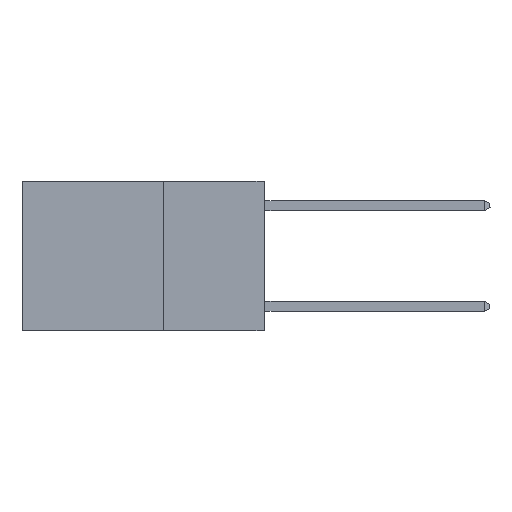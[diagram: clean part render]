
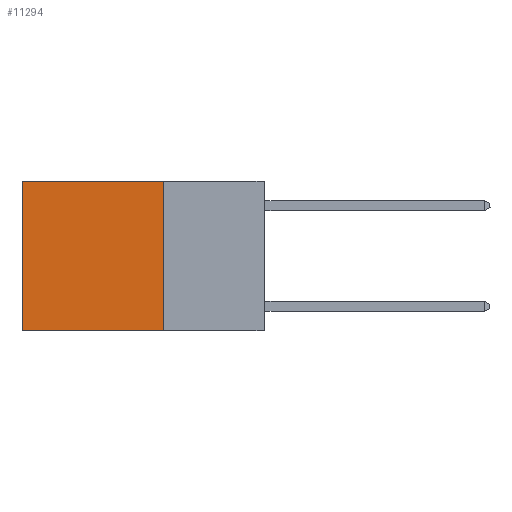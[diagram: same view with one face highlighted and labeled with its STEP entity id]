
A CAD part, left-side view. The second image highlights one B-rep face of the part: STEP entity #11294.
In plain terms, the highlighted planar face has unit normal (-1, 0, 0).
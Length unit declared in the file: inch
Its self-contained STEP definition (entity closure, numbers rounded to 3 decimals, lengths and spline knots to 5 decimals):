
#405 = EDGE_CURVE ( 'NONE', #12136, #1761, #13963, .T. ) ;
#728 = ORIENTED_EDGE ( 'NONE', *, *, #6378, .F. ) ;
#1260 = EDGE_CURVE ( 'NONE', #1761, #13234, #5958, .T. ) ;
#1345 = DIRECTION ( 'NONE',  ( 0., 0., -1. ) ) ;
#1427 = FACE_OUTER_BOUND ( 'NONE', #11587, .T. ) ;
#1643 = DIRECTION ( 'NONE',  ( 0., 1., 0. ) ) ;
#1761 = VERTEX_POINT ( 'NONE', #7624 ) ;
#4277 = LINE ( 'NONE', #9153, #6999 ) ;
#4310 = CARTESIAN_POINT ( 'NONE',  ( 0.2625, 0.25, -0.37 ) ) ;
#4323 = DIRECTION ( 'NONE',  ( 0., 0., -1. ) ) ;
#4903 = VECTOR ( 'NONE', #1643, 39.37008 ) ;
#5955 = CARTESIAN_POINT ( 'NONE',  ( 0.2625, 0.25, 0. ) ) ;
#5958 = LINE ( 'NONE', #14803, #13369 ) ;
#6294 = CARTESIAN_POINT ( 'NONE',  ( 0.2625, 0.25, 0. ) ) ;
#6378 = EDGE_CURVE ( 'NONE', #12136, #9233, #14429, .T. ) ;
#6882 = DIRECTION ( 'NONE',  ( 0., 1., 0. ) ) ;
#6999 = VECTOR ( 'NONE', #6882, 39.37008 ) ;
#7624 = CARTESIAN_POINT ( 'NONE',  ( 0.2625, 0.6, 0. ) ) ;
#8063 = ORIENTED_EDGE ( 'NONE', *, *, #12396, .F. ) ;
#8462 = VECTOR ( 'NONE', #1345, 39.37008 ) ;
#8624 = DIRECTION ( 'NONE',  ( 0., 0., -1. ) ) ;
#8862 = ORIENTED_EDGE ( 'NONE', *, *, #1260, .T. ) ;
#9153 = CARTESIAN_POINT ( 'NONE',  ( 0.2625, 0.25, -0.37 ) ) ;
#9233 = VERTEX_POINT ( 'NONE', #4310 ) ;
#9343 = AXIS2_PLACEMENT_3D ( 'NONE', #14314, #9686, #8624 ) ;
#9686 = DIRECTION ( 'NONE',  ( 1., 0., 0. ) ) ;
#10949 = ORIENTED_EDGE ( 'NONE', *, *, #405, .T. ) ;
#11294 = ADVANCED_FACE ( 'NONE', ( #1427 ), #11935, .F. ) ;
#11587 = EDGE_LOOP ( 'NONE', ( #8862, #8063, #728, #10949 ) ) ;
#11590 = CARTESIAN_POINT ( 'NONE',  ( 0.2625, 0.6, -0.37 ) ) ;
#11935 = PLANE ( 'NONE',  #9343 ) ;
#12136 = VERTEX_POINT ( 'NONE', #12263 ) ;
#12263 = CARTESIAN_POINT ( 'NONE',  ( 0.2625, 0.25, 0. ) ) ;
#12396 = EDGE_CURVE ( 'NONE', #9233, #13234, #4277, .T. ) ;
#13234 = VERTEX_POINT ( 'NONE', #11590 ) ;
#13369 = VECTOR ( 'NONE', #4323, 39.37008 ) ;
#13963 = LINE ( 'NONE', #6294, #4903 ) ;
#14314 = CARTESIAN_POINT ( 'NONE',  ( 0.2625, 0.25, 0. ) ) ;
#14429 = LINE ( 'NONE', #5955, #8462 ) ;
#14803 = CARTESIAN_POINT ( 'NONE',  ( 0.2625, 0.6, 0. ) ) ;
